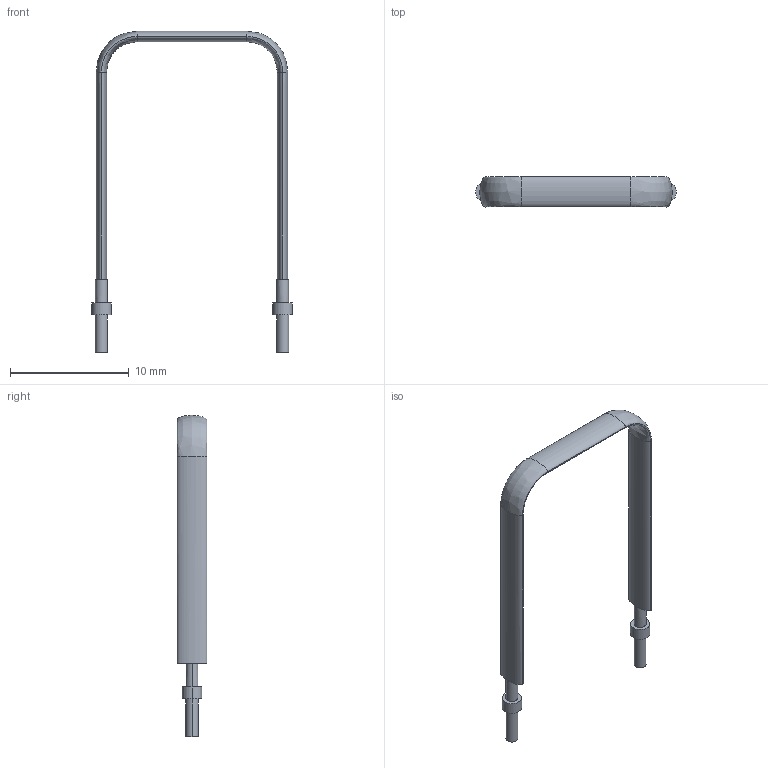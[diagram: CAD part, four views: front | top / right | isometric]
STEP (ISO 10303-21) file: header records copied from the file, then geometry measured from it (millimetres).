
FILE_DESCRIPTION (( 'STEP AP214' ), '1' );
FILE_NAME ('OART3.STEP', '2018-11-29T16:34:42', ( '' ), ( '' ), 'SwSTEP 2.0', 'SolidWorks 2018', '' );
FILE_SCHEMA (( 'AUTOMOTIVE_DESIGN' ));
Length unit declared in the file: millimetre
Products named in the file (1): OART3
Bounding box: 16.89 x 2.5 x 27.02 mm (x, y, z)
Volume: 105.9 mm3; surface area: 353.3 mm2
Topology: 1 solids, 1 shells, 36 faces, 74 edges, 44 vertices
Faces by surface type: plane 14, cylinder 12, bspline 10
Entity records: 1116 total; most frequent: CARTESIAN_POINT 419, ORIENTED_EDGE 148, DIRECTION 130, EDGE_CURVE 74, AXIS2_PLACEMENT_3D 59, VERTEX_POINT 44, EDGE_LOOP 40, FACE_OUTER_BOUND 36
